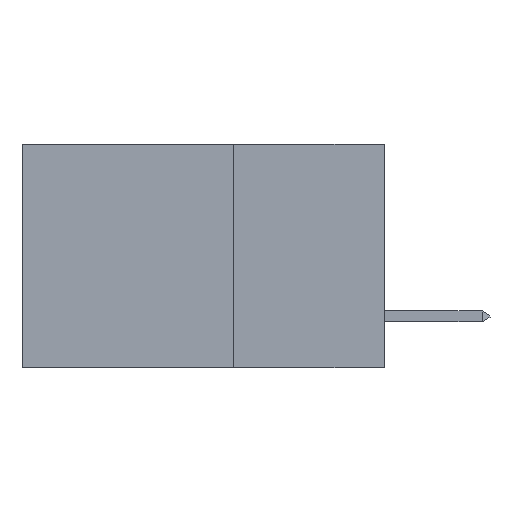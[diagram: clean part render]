
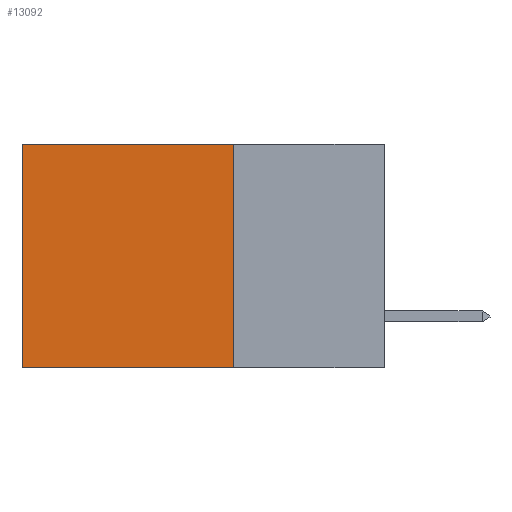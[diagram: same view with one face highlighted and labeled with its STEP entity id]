
A CAD part, left-side view. The second image highlights one B-rep face of the part: STEP entity #13092.
In plain terms, the highlighted planar face has unit normal (-1, 0, 0).
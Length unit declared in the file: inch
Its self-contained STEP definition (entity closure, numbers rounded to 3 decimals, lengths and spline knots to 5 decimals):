
#1099 = DIRECTION ( 'NONE',  ( 0., 1., 0. ) ) ;
#1231 = VERTEX_POINT ( 'NONE', #8078 ) ;
#2427 = CARTESIAN_POINT ( 'NONE',  ( 0.2875, 0.6, 0. ) ) ;
#2706 = AXIS2_PLACEMENT_3D ( 'NONE', #3439, #6137, #15111 ) ;
#3005 = VECTOR ( 'NONE', #9137, 39.37008 ) ;
#3439 = CARTESIAN_POINT ( 'NONE',  ( 0.2875, 0.25, 0. ) ) ;
#3450 = VECTOR ( 'NONE', #13706, 39.37008 ) ;
#3775 = DIRECTION ( 'NONE',  ( 0., 0., -1. ) ) ;
#4117 = LINE ( 'NONE', #2427, #10735 ) ;
#4686 = VERTEX_POINT ( 'NONE', #10523 ) ;
#6081 = PLANE ( 'NONE',  #2706 ) ;
#6083 = ORIENTED_EDGE ( 'NONE', *, *, #12084, .T. ) ;
#6137 = DIRECTION ( 'NONE',  ( 1., 0., 0. ) ) ;
#6783 = VECTOR ( 'NONE', #1099, 39.37008 ) ;
#7443 = ORIENTED_EDGE ( 'NONE', *, *, #11017, .F. ) ;
#7483 = EDGE_LOOP ( 'NONE', ( #14883, #11378, #7443, #6083 ) ) ;
#7834 = LINE ( 'NONE', #11692, #3005 ) ;
#8078 = CARTESIAN_POINT ( 'NONE',  ( 0.2875, 0.25, -0.37 ) ) ;
#8566 = CARTESIAN_POINT ( 'NONE',  ( 0.2875, 0.6, 0. ) ) ;
#8819 = EDGE_CURVE ( 'NONE', #16084, #10749, #4117, .T. ) ;
#9137 = DIRECTION ( 'NONE',  ( 0., 1., 0. ) ) ;
#10340 = CARTESIAN_POINT ( 'NONE',  ( 0.2875, 0.25, 0. ) ) ;
#10523 = CARTESIAN_POINT ( 'NONE',  ( 0.2875, 0.25, 0. ) ) ;
#10735 = VECTOR ( 'NONE', #3775, 39.37008 ) ;
#10749 = VERTEX_POINT ( 'NONE', #11587 ) ;
#11017 = EDGE_CURVE ( 'NONE', #4686, #1231, #13881, .T. ) ;
#11378 = ORIENTED_EDGE ( 'NONE', *, *, #13877, .F. ) ;
#11587 = CARTESIAN_POINT ( 'NONE',  ( 0.2875, 0.6, -0.37 ) ) ;
#11692 = CARTESIAN_POINT ( 'NONE',  ( 0.2875, 0.25, -0.37 ) ) ;
#12084 = EDGE_CURVE ( 'NONE', #4686, #16084, #13641, .T. ) ;
#12438 = CARTESIAN_POINT ( 'NONE',  ( 0.2875, 0.25, 0. ) ) ;
#13092 = ADVANCED_FACE ( 'NONE', ( #15614 ), #6081, .F. ) ;
#13641 = LINE ( 'NONE', #10340, #6783 ) ;
#13706 = DIRECTION ( 'NONE',  ( 0., 0., -1. ) ) ;
#13877 = EDGE_CURVE ( 'NONE', #1231, #10749, #7834, .T. ) ;
#13881 = LINE ( 'NONE', #12438, #3450 ) ;
#14883 = ORIENTED_EDGE ( 'NONE', *, *, #8819, .T. ) ;
#15111 = DIRECTION ( 'NONE',  ( 0., 0., -1. ) ) ;
#15614 = FACE_OUTER_BOUND ( 'NONE', #7483, .T. ) ;
#16084 = VERTEX_POINT ( 'NONE', #8566 ) ;
